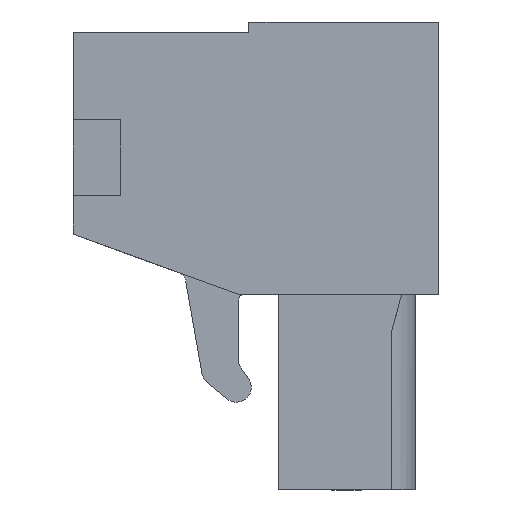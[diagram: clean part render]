
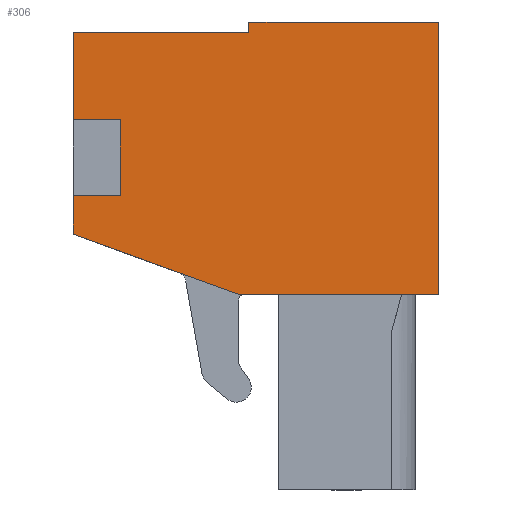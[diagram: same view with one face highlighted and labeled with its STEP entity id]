
A CAD part, left-side view. The second image highlights one B-rep face of the part: STEP entity #306.
In plain terms, the highlighted planar face has unit normal (-1, 0, 0).
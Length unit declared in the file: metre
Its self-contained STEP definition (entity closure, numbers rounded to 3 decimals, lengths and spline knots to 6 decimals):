
#306=ADVANCED_FACE('',(#776),#777,.T.);
#776=FACE_OUTER_BOUND('',#1423,.T.);
#777=PLANE('',#1424);
#1423=EDGE_LOOP('',(#2283,#2284,#2285,#2286,#2287,#2288,#2289,#2290,#2291,#2292,#2293));
#1424=AXIS2_PLACEMENT_3D('',#2294,#2295,#2296);
#2283=ORIENTED_EDGE('',*,*,#3917,.F.);
#2284=ORIENTED_EDGE('',*,*,#3918,.T.);
#2285=ORIENTED_EDGE('',*,*,#3853,.F.);
#2286=ORIENTED_EDGE('',*,*,#3823,.T.);
#2287=ORIENTED_EDGE('',*,*,#3919,.T.);
#2288=ORIENTED_EDGE('',*,*,#3920,.T.);
#2289=ORIENTED_EDGE('',*,*,#3921,.T.);
#2290=ORIENTED_EDGE('',*,*,#3922,.T.);
#2291=ORIENTED_EDGE('',*,*,#3923,.T.);
#2292=ORIENTED_EDGE('',*,*,#3924,.T.);
#2293=ORIENTED_EDGE('',*,*,#3827,.T.);
#2294=CARTESIAN_POINT('',(0.04572,0.0152,-0.008892));
#2295=DIRECTION('',(-1.0,0.,0.));
#2296=DIRECTION('',(0.,0.0,1.0));
#3823=EDGE_CURVE('',#4596,#4594,#4597,.T.);
#3827=EDGE_CURVE('',#4604,#4602,#4605,.T.);
#3853=EDGE_CURVE('',#4596,#4648,#4649,.T.);
#3917=EDGE_CURVE('',#4752,#4602,#4753,.T.);
#3918=EDGE_CURVE('',#4752,#4648,#4754,.T.);
#3919=EDGE_CURVE('',#4594,#4755,#4756,.T.);
#3920=EDGE_CURVE('',#4755,#4757,#4758,.T.);
#3921=EDGE_CURVE('',#4757,#4759,#4760,.T.);
#3922=EDGE_CURVE('',#4759,#4761,#4762,.T.);
#3923=EDGE_CURVE('',#4761,#4763,#4764,.T.);
#3924=EDGE_CURVE('',#4763,#4604,#4765,.T.);
#4594=VERTEX_POINT('',#5689);
#4596=VERTEX_POINT('',#5692);
#4597=LINE('',#5693,#5694);
#4602=VERTEX_POINT('',#5701);
#4604=VERTEX_POINT('',#5704);
#4605=LINE('',#5705,#5706);
#4648=VERTEX_POINT('',#5766);
#4649=LINE('',#5767,#5768);
#4752=VERTEX_POINT('',#5911);
#4753=LINE('',#5912,#5913);
#4754=LINE('',#5914,#5915);
#4755=VERTEX_POINT('',#5916);
#4756=LINE('',#5917,#5918);
#4757=VERTEX_POINT('',#5919);
#4758=LINE('',#5920,#5921);
#4759=VERTEX_POINT('',#5922);
#4760=LINE('',#5923,#5924);
#4761=VERTEX_POINT('',#5925);
#4762=LINE('',#5926,#5927);
#4763=VERTEX_POINT('',#5928);
#4764=LINE('',#5929,#5930);
#4765=LINE('',#5931,#5932);
#5689=CARTESIAN_POINT('',(0.04572,0.0155,-0.009002));
#5692=CARTESIAN_POINT('',(0.04572,0.0155,-0.00735));
#5693=CARTESIAN_POINT('',(0.04572,0.0155,-0.008892));
#5694=VECTOR('',#6945,1.0);
#5701=CARTESIAN_POINT('',(0.04572,0.0155,-0.00415));
#5704=CARTESIAN_POINT('',(0.04572,0.0155,-0.00045));
#5705=CARTESIAN_POINT('',(0.04572,0.0155,-0.008892));
#5706=VECTOR('',#6949,1.0);
#5766=CARTESIAN_POINT('',(0.04572,0.0135,-0.00735));
#5767=CARTESIAN_POINT('',(0.04572,0.0152,-0.00735));
#5768=VECTOR('',#6982,1.0);
#5911=CARTESIAN_POINT('',(0.04572,0.0135,-0.00415));
#5912=CARTESIAN_POINT('',(0.04572,0.0152,-0.00415));
#5913=VECTOR('',#7044,1.0);
#5914=CARTESIAN_POINT('',(0.04572,0.0135,-0.008892));
#5915=VECTOR('',#7045,1.0);
#5916=CARTESIAN_POINT('',(0.04572,0.0085,-0.01155));
#5917=CARTESIAN_POINT('',(0.04572,0.0085,-0.01155));
#5918=VECTOR('',#7046,1.0);
#5919=CARTESIAN_POINT('',(0.04572,0.0,-0.01155));
#5920=CARTESIAN_POINT('',(0.04572,0.0,-0.01155));
#5921=VECTOR('',#7047,1.0);
#5922=CARTESIAN_POINT('',(0.04572,0.0,0.));
#5923=CARTESIAN_POINT('',(0.04572,0.0,0.));
#5924=VECTOR('',#7048,1.0);
#5925=CARTESIAN_POINT('',(0.04572,0.00805,0.));
#5926=CARTESIAN_POINT('',(0.04572,0.00805,0.));
#5927=VECTOR('',#7049,1.0);
#5928=CARTESIAN_POINT('',(0.04572,0.00805,-0.00045));
#5929=CARTESIAN_POINT('',(0.04572,0.00805,-0.00045));
#5930=VECTOR('',#7050,1.0);
#5931=CARTESIAN_POINT('',(0.04572,0.0155,-0.00045));
#5932=VECTOR('',#7051,1.0);
#6945=DIRECTION('',(0.,0.,-1.0));
#6949=DIRECTION('',(0.,0.,-1.0));
#6982=DIRECTION('',(0.0,-1.0,0.0));
#7044=DIRECTION('',(0.0,1.0,0.0));
#7045=DIRECTION('',(0.,0.,-1.0));
#7046=DIRECTION('',(0.,-0.94,-0.342));
#7047=DIRECTION('',(0.,-1.0,0.));
#7048=DIRECTION('',(0.,0.,1.0));
#7049=DIRECTION('',(0.,1.0,0.));
#7050=DIRECTION('',(0.,0.,-1.0));
#7051=DIRECTION('',(0.,1.0,0.));
